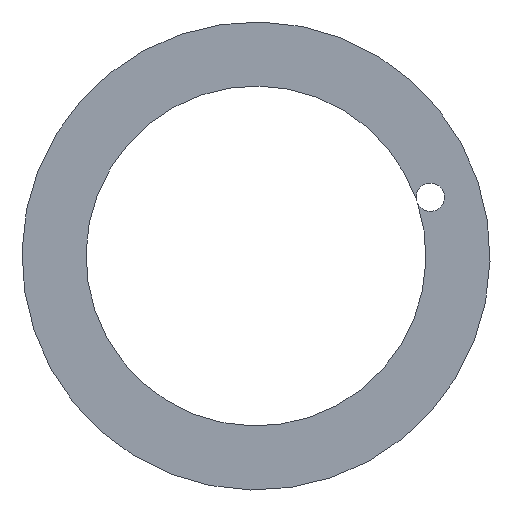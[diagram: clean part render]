
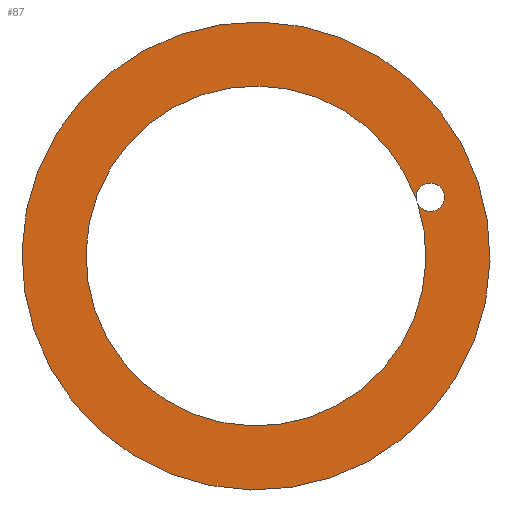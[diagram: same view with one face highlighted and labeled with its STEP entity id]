
A CAD part, front view. The second image highlights one B-rep face of the part: STEP entity #87.
In plain terms, the highlighted planar face has unit normal (0, -1, 0).
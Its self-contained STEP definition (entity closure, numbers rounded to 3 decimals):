
#29=FACE_BOUND('',#41,.T.);
#34=FACE_OUTER_BOUND('',#40,.T.);
#40=EDGE_LOOP('',(#78));
#41=EDGE_LOOP('',(#79,#80));
#45=CIRCLE('',#108,2.54);
#46=CIRCLE('',#110,30.5);
#47=CIRCLE('',#112,42.);
#51=VERTEX_POINT('',#156);
#52=VERTEX_POINT('',#157);
#53=VERTEX_POINT('',#164);
#57=EDGE_CURVE('',#51,#52,#45,.T.);
#60=EDGE_CURVE('',#52,#51,#46,.T.);
#62=EDGE_CURVE('',#53,#53,#47,.T.);
#78=ORIENTED_EDGE('',*,*,#62,.F.);
#79=ORIENTED_EDGE('',*,*,#60,.F.);
#80=ORIENTED_EDGE('',*,*,#57,.F.);
#82=PLANE('',#113);
#87=ADVANCED_FACE('',(#34,#29),#82,.F.);
#108=AXIS2_PLACEMENT_3D('',#158,#129,#130);
#110=AXIS2_PLACEMENT_3D('',#162,#135,#136);
#112=AXIS2_PLACEMENT_3D('',#166,#140,#141);
#113=AXIS2_PLACEMENT_3D('',#167,#142,#143);
#129=DIRECTION('center_axis',(0.,-1.,0.));
#130=DIRECTION('ref_axis',(-1.,0.,0.));
#135=DIRECTION('center_axis',(0.,-1.,0.));
#136=DIRECTION('ref_axis',(-1.,0.,0.));
#140=DIRECTION('center_axis',(0.,1.,0.));
#141=DIRECTION('ref_axis',(-1.,0.,0.));
#142=DIRECTION('center_axis',(0.,1.,0.));
#143=DIRECTION('ref_axis',(-1.,0.,0.));
#156=CARTESIAN_POINT('',(30.498,6.35,-0.306));
#157=CARTESIAN_POINT('',(30.498,6.35,0.306));
#158=CARTESIAN_POINT('Origin',(33.02,6.35,0.));
#162=CARTESIAN_POINT('Origin',(0.,6.35,0.));
#164=CARTESIAN_POINT('',(42.,6.35,0.));
#166=CARTESIAN_POINT('Origin',(0.,6.35,0.));
#167=CARTESIAN_POINT('Origin',(0.,6.35,0.));
